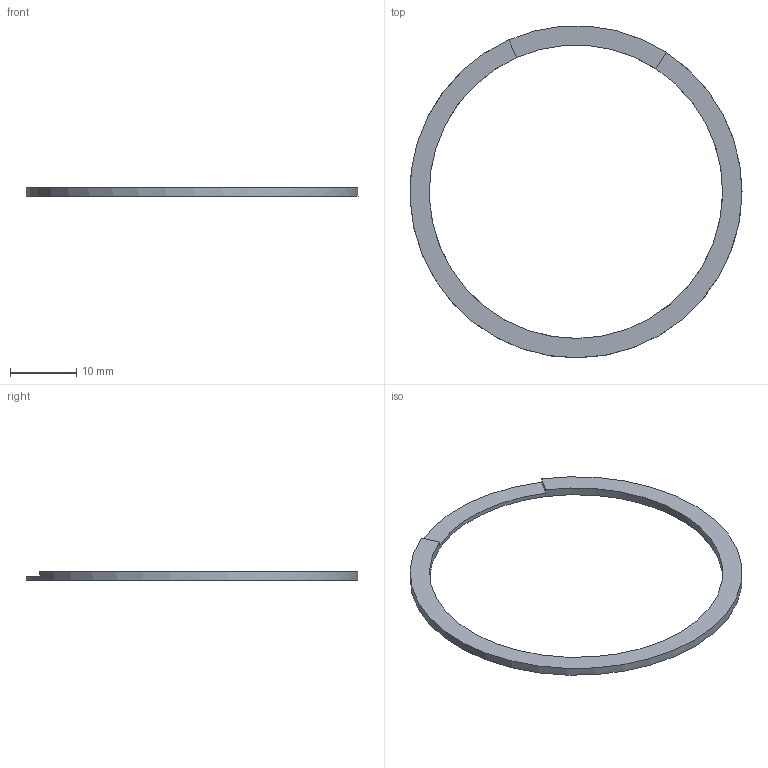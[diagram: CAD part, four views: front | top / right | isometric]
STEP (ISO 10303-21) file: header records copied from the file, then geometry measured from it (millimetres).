
FILE_DESCRIPTION(/* description */ (''),/* implementation_level */ '2;1');
FILE_NAME(/* name */ 'DLSC.stp',/* time_stamp */ '2014-11-14T13:06:28+01:00',/* author */ ('sh'),/* organization */ (''),/* preprocessor_version */ 'ST-DEVELOPER v15.2',/* originating_system */ 'Autodesk Inventor 2014',/* authorisation */ '');
FILE_SCHEMA (('AUTOMOTIVE_DESIGN { 1 0 10303 214 3 1 1 }'));
Length unit declared in the file: millimetre
Products named in the file (1): DLSC
Bounding box: 49.98 x 49.92 x 1.25 mm (x, y, z)
Volume: 495.6 mm3; surface area: 1205.3 mm2
Topology: 1 solids, 1 shells, 7 faces, 18 edges, 12 vertices
Faces by surface type: plane 5, cylinder 2
Full cylindrical faces by diameter (mm): 44.18 x1, 50 x1
Entity records: 215 total; most frequent: DIRECTION 36, CARTESIAN_POINT 32, ORIENTED_EDGE 28, EDGE_CURVE 14, AXIS2_PLACEMENT_3D 14, EDGE_LOOP 10, VERTEX_POINT 10, LINE 8
